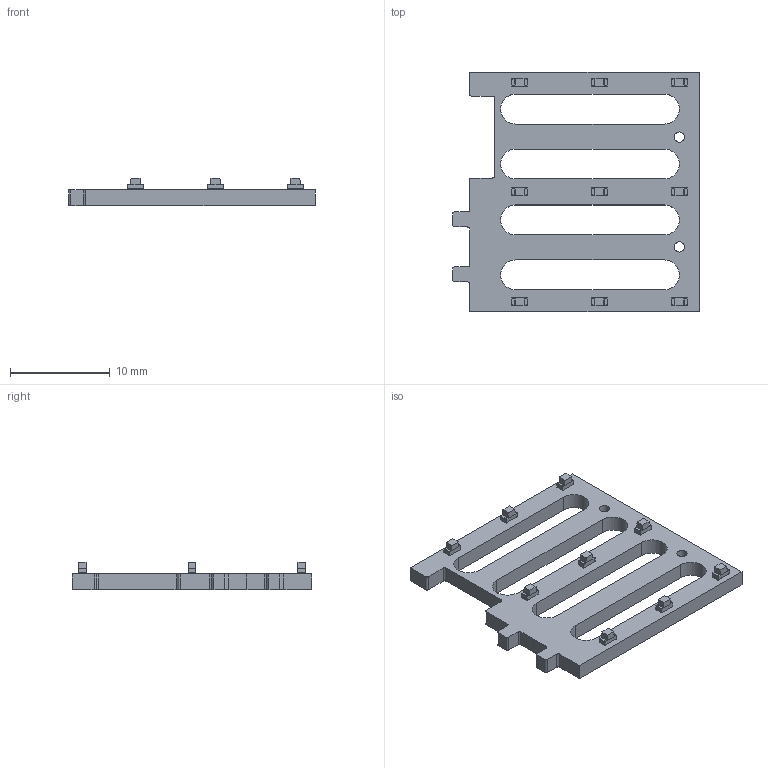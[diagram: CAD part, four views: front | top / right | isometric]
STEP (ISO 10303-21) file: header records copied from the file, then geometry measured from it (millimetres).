
FILE_DESCRIPTION(('KiCad electronic assembly'),'2;1');
FILE_NAME('1sqinch555_LED.step','2018-08-12T20:13:58',('An Author'),( 'A Company'),'Open CASCADE STEP processor 6.8', 'KiCad to STEP converter','Unknown');
FILE_SCHEMA(('AUTOMOTIVE_DESIGN_CC2 { 1 2 10303 214 -1 1 5 4 }'));
Length unit declared in the file: millimetre
Products named in the file (4): Open CASCADE STEP translator 6.8 1; LED_0603_1608Metric; SOLID; COMPOUND
Assembly tree (11 placements, depth 3):
  Open CASCADE STEP translator 6.8 1
    LED_0603_1608Metric  x9
      SOLID
    COMPOUND
Bounding box: 24.7 x 24 x 2.75 mm (x, y, z)
Volume: 534.2 mm3; surface area: 1147.9 mm2
Topology: 10 solids, 10 shells, 499 faces, 1338 edges, 868 vertices
Faces by surface type: plane 405, cylinder 94
Full cylindrical faces by diameter (mm): 1.016 x2
Entity records: 8089 total; most frequent: CARTESIAN_POINT 2193, DIRECTION 1020, LINE 670, VECTOR 670, ORIENTED_EDGE 548, PCURVE 548, DEFINITIONAL_REPRESENTATION 548, EDGE_CURVE 274
